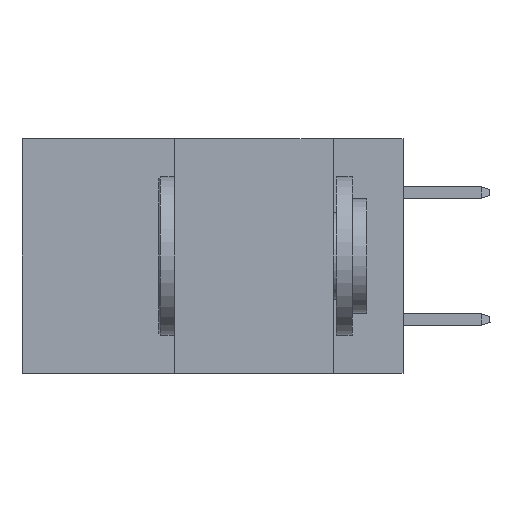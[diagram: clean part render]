
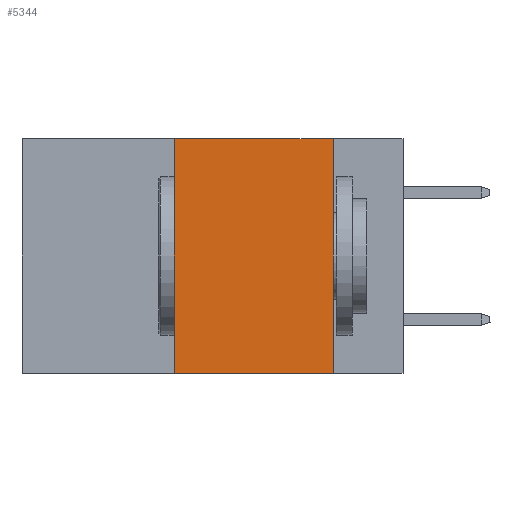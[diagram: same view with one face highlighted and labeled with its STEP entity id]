
A CAD part, left-side view. The second image highlights one B-rep face of the part: STEP entity #5344.
In plain terms, the highlighted planar face has unit normal (-1, 0, 0).
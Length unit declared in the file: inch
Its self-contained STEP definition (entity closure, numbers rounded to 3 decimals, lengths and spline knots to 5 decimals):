
#545 = DIRECTION ( 'NONE',  ( 1., 0., 0. ) ) ;
#1215 = LINE ( 'NONE', #15743, #7508 ) ;
#2186 = EDGE_CURVE ( 'NONE', #17955, #6126, #6994, .T. ) ;
#2541 = EDGE_CURVE ( 'NONE', #22758, #6126, #1215, .T. ) ;
#5218 = VERTEX_POINT ( 'NONE', #17183 ) ;
#5263 = DIRECTION ( 'NONE',  ( 0., -1., 0. ) ) ;
#5344 = ADVANCED_FACE ( 'NONE', ( #18543 ), #9423, .F. ) ;
#6126 = VERTEX_POINT ( 'NONE', #22323 ) ;
#6480 = ORIENTED_EDGE ( 'NONE', *, *, #2541, .F. ) ;
#6994 = LINE ( 'NONE', #21096, #20424 ) ;
#7508 = VECTOR ( 'NONE', #19203, 39.37008 ) ;
#7945 = DIRECTION ( 'NONE',  ( 0., -1., 0. ) ) ;
#9423 = PLANE ( 'NONE',  #15151 ) ;
#9529 = CARTESIAN_POINT ( 'NONE',  ( 0., 0.6, 0. ) ) ;
#10061 = EDGE_LOOP ( 'NONE', ( #6480, #18798, #19047, #13827 ) ) ;
#10868 = VECTOR ( 'NONE', #7945, 39.37008 ) ;
#12165 = CARTESIAN_POINT ( 'NONE',  ( 0., 0.11, 0. ) ) ;
#12227 = VECTOR ( 'NONE', #14546, 39.37008 ) ;
#12847 = CARTESIAN_POINT ( 'NONE',  ( 0., 0.36, -0.37 ) ) ;
#13827 = ORIENTED_EDGE ( 'NONE', *, *, #2186, .T. ) ;
#14021 = EDGE_CURVE ( 'NONE', #17955, #5218, #19952, .T. ) ;
#14546 = DIRECTION ( 'NONE',  ( 0., 0., 1. ) ) ;
#15151 = AXIS2_PLACEMENT_3D ( 'NONE', #9529, #545, #16453 ) ;
#15344 = CARTESIAN_POINT ( 'NONE',  ( 0., 0.6, 0. ) ) ;
#15478 = EDGE_CURVE ( 'NONE', #5218, #22758, #22289, .T. ) ;
#15743 = CARTESIAN_POINT ( 'NONE',  ( 0., 0.11, 0. ) ) ;
#16453 = DIRECTION ( 'NONE',  ( 0., 0., -1. ) ) ;
#17183 = CARTESIAN_POINT ( 'NONE',  ( 0., 0.36, 0. ) ) ;
#17955 = VERTEX_POINT ( 'NONE', #12847 ) ;
#18239 = CARTESIAN_POINT ( 'NONE',  ( 0., 0.36, 0. ) ) ;
#18543 = FACE_OUTER_BOUND ( 'NONE', #10061, .T. ) ;
#18798 = ORIENTED_EDGE ( 'NONE', *, *, #15478, .F. ) ;
#19047 = ORIENTED_EDGE ( 'NONE', *, *, #14021, .F. ) ;
#19203 = DIRECTION ( 'NONE',  ( 0., 0., -1. ) ) ;
#19952 = LINE ( 'NONE', #18239, #12227 ) ;
#20424 = VECTOR ( 'NONE', #5263, 39.37008 ) ;
#21096 = CARTESIAN_POINT ( 'NONE',  ( 0., 0.6, -0.37 ) ) ;
#22289 = LINE ( 'NONE', #15344, #10868 ) ;
#22323 = CARTESIAN_POINT ( 'NONE',  ( 0., 0.11, -0.37 ) ) ;
#22758 = VERTEX_POINT ( 'NONE', #12165 ) ;
